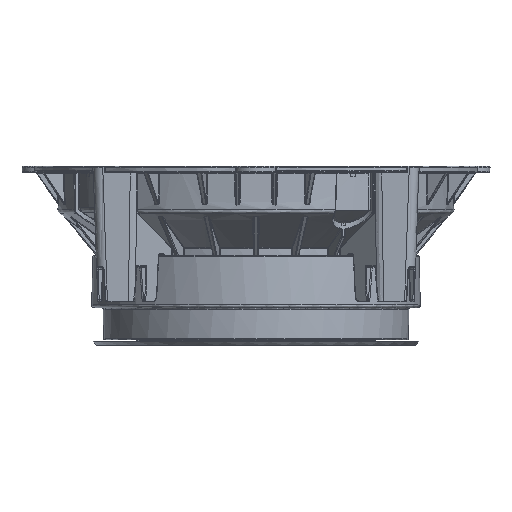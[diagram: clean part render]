
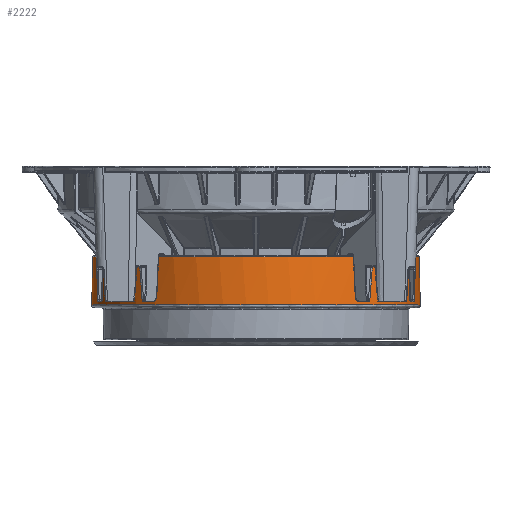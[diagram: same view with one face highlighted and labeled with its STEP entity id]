
A CAD part, front view. The second image highlights one B-rep face of the part: STEP entity #2222.
In plain terms, the highlighted free-form (B-spline) face has degree [2, 1] with [5, 2] control points.
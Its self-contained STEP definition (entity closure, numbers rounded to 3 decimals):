
#2222=ADVANCED_FACE('',(#4469),#32796,.T.);
#4469=FACE_OUTER_BOUND('',#6745,.T.);
#6745=EDGE_LOOP('',(#16963,#16964,#16965,#16966));
#16963=ORIENTED_EDGE('',*,*,#22557,.T.);
#16964=ORIENTED_EDGE('',*,*,#22453,.T.);
#16965=ORIENTED_EDGE('',*,*,#22459,.F.);
#16966=ORIENTED_EDGE('',*,*,#22449,.T.);
#22449=EDGE_CURVE('',#30857,#30858,#26052,.T.);
#22453=EDGE_CURVE('',#30861,#30862,#26056,.T.);
#22459=EDGE_CURVE('',#30857,#30862,#27823,.T.);
#22557=EDGE_CURVE('',#30858,#30861,#27883,.T.);
#26052=(
BOUNDED_CURVE()
B_SPLINE_CURVE(2,(#105025,#105026,#105027,#105028,#105029),
 .UNSPECIFIED.,.F.,.F.)
B_SPLINE_CURVE_WITH_KNOTS((3,2,3),(0.,172.939,345.878),
 .UNSPECIFIED.)
CURVE()
GEOMETRIC_REPRESENTATION_ITEM()
RATIONAL_B_SPLINE_CURVE((1.,0.707,1.,0.707,1.))
REPRESENTATION_ITEM('')
);
#26056=(
BOUNDED_CURVE()
B_SPLINE_CURVE(2,(#105041,#105042,#105043,#105044,#105045),
 .UNSPECIFIED.,.F.,.F.)
B_SPLINE_CURVE_WITH_KNOTS((3,2,3),(0.,174.274,348.548),
 .UNSPECIFIED.)
CURVE()
GEOMETRIC_REPRESENTATION_ITEM()
RATIONAL_B_SPLINE_CURVE((1.,0.707,1.,0.707,1.))
REPRESENTATION_ITEM('')
);
#27823=B_SPLINE_CURVE_WITH_KNOTS('',1,(#105067,#105068),.UNSPECIFIED.,.F.,
 .F.,(2,2),(3.857,36.329),.UNSPECIFIED.);
#27883=B_SPLINE_CURVE_WITH_KNOTS('',1,(#105625,#105626),.UNSPECIFIED.,.F.,
 .F.,(2,2),(3.865,36.36),.UNSPECIFIED.);
#30857=VERTEX_POINT('',#104961);
#30858=VERTEX_POINT('',#104962);
#30861=VERTEX_POINT('',#104965);
#30862=VERTEX_POINT('',#104966);
#32796=(
BOUNDED_SURFACE()
B_SPLINE_SURFACE(2,1,((#104432,#104433),(#104434,#104435),(#104436,#104437),
(#104438,#104439),(#104440,#104441)),.UNSPECIFIED.,.F.,.F.,.F.)
B_SPLINE_SURFACE_WITH_KNOTS((3,2,3),(2,2),(0.,174.433,348.865),
(0.,40.186),.UNSPECIFIED.)
GEOMETRIC_REPRESENTATION_ITEM()
RATIONAL_B_SPLINE_SURFACE(((1.,1.),(0.707,0.707),
(1.,1.),(0.707,0.707),(1.,1.)))
REPRESENTATION_ITEM('')
SURFACE()
);
#104432=CARTESIAN_POINT('',(109.995,-5.516,-53.702));
#104433=CARTESIAN_POINT('',(111.047,-5.516,-93.874));
#104434=CARTESIAN_POINT('',(109.995,-115.511,-53.702));
#104435=CARTESIAN_POINT('',(111.047,-116.563,-93.874));
#104436=CARTESIAN_POINT('',(0.,-115.511,-53.702));
#104437=CARTESIAN_POINT('',(0.,-116.563,-93.874));
#104438=CARTESIAN_POINT('',(-109.995,-115.511,-53.702));
#104439=CARTESIAN_POINT('',(-111.047,-116.563,-93.874));
#104440=CARTESIAN_POINT('',(-109.995,-5.516,-53.702));
#104441=CARTESIAN_POINT('',(-111.047,-5.516,-93.874));
#104961=CARTESIAN_POINT('',(110.096,-5.516,-57.557));
#104962=CARTESIAN_POINT('',(-110.096,-5.516,-57.565));
#104965=CARTESIAN_POINT('',(-110.947,-5.516,-90.049));
#104966=CARTESIAN_POINT('',(110.946,-5.516,-90.018));
#105025=CARTESIAN_POINT('',(110.096,-5.516,-57.557));
#105026=CARTESIAN_POINT('',(110.096,-115.612,-57.557));
#105027=CARTESIAN_POINT('',(0.,-115.612,-57.561));
#105028=CARTESIAN_POINT('',(-110.096,-115.612,-57.565));
#105029=CARTESIAN_POINT('',(-110.096,-5.516,-57.565));
#105041=CARTESIAN_POINT('',(-110.947,-5.516,-90.049));
#105042=CARTESIAN_POINT('',(-110.947,-116.462,-90.049));
#105043=CARTESIAN_POINT('',(0.,-116.462,-90.034));
#105044=CARTESIAN_POINT('',(110.946,-116.462,-90.018));
#105045=CARTESIAN_POINT('',(110.946,-5.516,-90.018));
#105067=CARTESIAN_POINT('',(110.096,-5.516,-57.557));
#105068=CARTESIAN_POINT('',(110.946,-5.516,-90.018));
#105625=CARTESIAN_POINT('',(-110.096,-5.516,-57.565));
#105626=CARTESIAN_POINT('',(-110.947,-5.516,-90.049));
